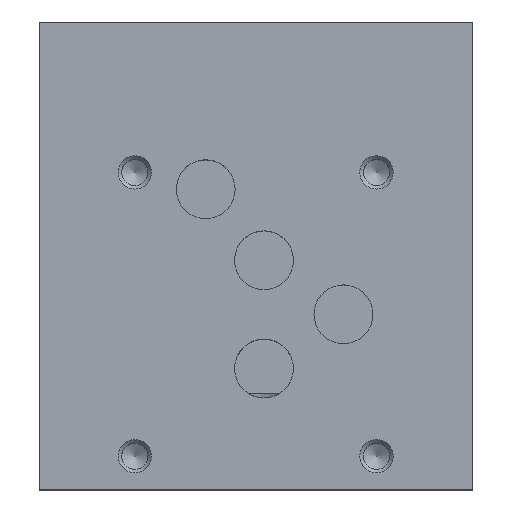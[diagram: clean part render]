
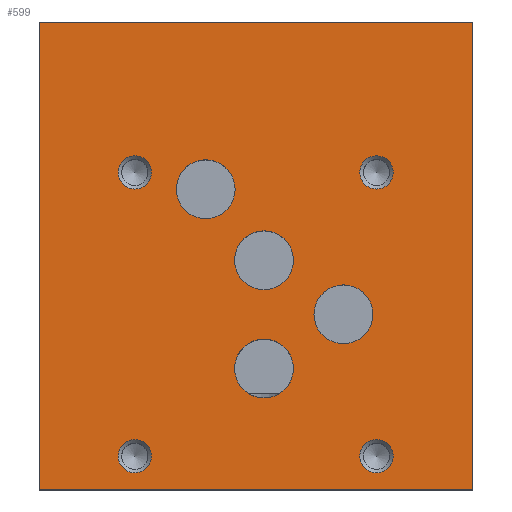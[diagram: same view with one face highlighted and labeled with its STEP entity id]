
A CAD part, top view. The second image highlights one B-rep face of the part: STEP entity #599.
In plain terms, the highlighted planar face has unit normal (0, 0, 1).
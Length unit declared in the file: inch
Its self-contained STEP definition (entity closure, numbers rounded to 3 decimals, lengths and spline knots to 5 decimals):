
#599 = ADVANCED_FACE( '', ( #1341, #1342, #1343, #1344, #1345, #1346, #1347, #1348, #1349 ), #1350, .F. );
#1341 = FACE_BOUND( '', #2184, .T. );
#1342 = FACE_BOUND( '', #2185, .T. );
#1343 = FACE_BOUND( '', #2186, .T. );
#1344 = FACE_BOUND( '', #2187, .T. );
#1345 = FACE_BOUND( '', #2188, .T. );
#1346 = FACE_BOUND( '', #2189, .T. );
#1347 = FACE_BOUND( '', #2190, .T. );
#1348 = FACE_BOUND( '', #2191, .T. );
#1349 = FACE_OUTER_BOUND( '', #2192, .T. );
#1350 = PLANE( '', #2193 );
#2184 = EDGE_LOOP( '', ( #3856 ) );
#2185 = EDGE_LOOP( '', ( #3857 ) );
#2186 = EDGE_LOOP( '', ( #3858 ) );
#2187 = EDGE_LOOP( '', ( #3859 ) );
#2188 = EDGE_LOOP( '', ( #3860 ) );
#2189 = EDGE_LOOP( '', ( #3861 ) );
#2190 = EDGE_LOOP( '', ( #3862 ) );
#2191 = EDGE_LOOP( '', ( #3863 ) );
#2192 = EDGE_LOOP( '', ( #3864, #3865, #3866, #3867 ) );
#2193 = AXIS2_PLACEMENT_3D( '', #3868, #3869, #3870 );
#3856 = ORIENTED_EDGE( '', *, *, #4842, .F. );
#3857 = ORIENTED_EDGE( '', *, *, #5219, .F. );
#3858 = ORIENTED_EDGE( '', *, *, #5143, .F. );
#3859 = ORIENTED_EDGE( '', *, *, #4822, .F. );
#3860 = ORIENTED_EDGE( '', *, *, #4957, .F. );
#3861 = ORIENTED_EDGE( '', *, *, #4570, .F. );
#3862 = ORIENTED_EDGE( '', *, *, #5122, .F. );
#3863 = ORIENTED_EDGE( '', *, *, #5220, .F. );
#3864 = ORIENTED_EDGE( '', *, *, #4888, .T. );
#3865 = ORIENTED_EDGE( '', *, *, #4781, .F. );
#3866 = ORIENTED_EDGE( '', *, *, #4929, .F. );
#3867 = ORIENTED_EDGE( '', *, *, #5193, .T. );
#3868 = CARTESIAN_POINT( '', ( 3.25, 3.5, 3.5 ) );
#3869 = DIRECTION( '', ( 0., 0., -1. ) );
#3870 = DIRECTION( '', ( -1., 0., 0. ) );
#4570 = EDGE_CURVE( '', #5387, #5387, #5388, .T. );
#4781 = EDGE_CURVE( '', #5768, #5763, #5770, .T. );
#4822 = EDGE_CURVE( '', #5836, #5836, #5837, .T. );
#4842 = EDGE_CURVE( '', #5868, #5868, #5869, .T. );
#4888 = EDGE_CURVE( '', #5941, #5763, #5944, .T. );
#4929 = EDGE_CURVE( '', #6006, #5768, #6008, .T. );
#4957 = EDGE_CURVE( '', #6046, #6046, #6047, .T. );
#5122 = EDGE_CURVE( '', #6273, #6273, #6274, .T. );
#5143 = EDGE_CURVE( '', #6298, #6298, #6299, .T. );
#5193 = EDGE_CURVE( '', #6006, #5941, #6355, .T. );
#5219 = EDGE_CURVE( '', #6387, #6387, #6388, .T. );
#5220 = EDGE_CURVE( '', #6389, #6389, #6390, .T. );
#5387 = VERTEX_POINT( '', #6582 );
#5388 = CIRCLE( '', #6583, 0.2205 );
#5763 = VERTEX_POINT( '', #7087 );
#5768 = VERTEX_POINT( '', #7094 );
#5770 = LINE( '', #7097, #7098 );
#5836 = VERTEX_POINT( '', #7189 );
#5837 = CIRCLE( '', #7190, 0.125 );
#5868 = VERTEX_POINT( '', #7230 );
#5869 = CIRCLE( '', #7231, 0.125 );
#5941 = VERTEX_POINT( '', #7326 );
#5944 = LINE( '', #7331, #7332 );
#6006 = VERTEX_POINT( '', #7416 );
#6008 = LINE( '', #7419, #7420 );
#6046 = VERTEX_POINT( '', #7470 );
#6047 = CIRCLE( '', #7471, 0.2205 );
#6273 = VERTEX_POINT( '', #7781 );
#6274 = CIRCLE( '', #7782, 0.2205 );
#6298 = VERTEX_POINT( '', #7816 );
#6299 = CIRCLE( '', #7817, 0.125 );
#6355 = LINE( '', #7890, #7891 );
#6387 = VERTEX_POINT( '', #7937 );
#6388 = CIRCLE( '', #7938, 0.125 );
#6389 = VERTEX_POINT( '', #7939 );
#6390 = CIRCLE( '', #7940, 0.2205 );
#6582 = CARTESIAN_POINT( '', ( 1.9055, 1.715, 3.5 ) );
#6583 = AXIS2_PLACEMENT_3D( '', #8130, #8131, #8132 );
#7087 = CARTESIAN_POINT( '', ( 0., 0., 3.5 ) );
#7094 = CARTESIAN_POINT( '', ( 3.25, 0., 3.5 ) );
#7097 = CARTESIAN_POINT( '', ( 3.25, 0., 3.5 ) );
#7098 = VECTOR( '', #8424, 39.37008 );
#7189 = CARTESIAN_POINT( '', ( 2.653, 2.373, 3.5 ) );
#7190 = AXIS2_PLACEMENT_3D( '', #8465, #8466, #8467 );
#7230 = CARTESIAN_POINT( '', ( 0.842, 2.373, 3.5 ) );
#7231 = AXIS2_PLACEMENT_3D( '', #8492, #8493, #8494 );
#7326 = CARTESIAN_POINT( '', ( 0., 3.5, 3.5 ) );
#7331 = CARTESIAN_POINT( '', ( 0., 3.5, 3.5 ) );
#7332 = VECTOR( '', #8553, 39.37008 );
#7416 = CARTESIAN_POINT( '', ( 3.25, 3.5, 3.5 ) );
#7419 = CARTESIAN_POINT( '', ( 3.25, 3.5, 3.5 ) );
#7420 = VECTOR( '', #8601, 39.37008 );
#7470 = CARTESIAN_POINT( '', ( 1.9055, 0.904, 3.5 ) );
#7471 = AXIS2_PLACEMENT_3D( '', #8632, #8633, #8634 );
#7781 = CARTESIAN_POINT( '', ( 1.4685, 2.247, 3.5 ) );
#7782 = AXIS2_PLACEMENT_3D( '', #8803, #8804, #8805 );
#7816 = CARTESIAN_POINT( '', ( 2.653, 0.247, 3.5 ) );
#7817 = AXIS2_PLACEMENT_3D( '', #8822, #8823, #8824 );
#7890 = CARTESIAN_POINT( '', ( 3.25, 3.5, 3.5 ) );
#7891 = VECTOR( '', #8863, 39.37008 );
#7937 = CARTESIAN_POINT( '', ( 0.842, 0.247, 3.5 ) );
#7938 = AXIS2_PLACEMENT_3D( '', #8881, #8882, #8883 );
#7939 = CARTESIAN_POINT( '', ( 2.5005, 1.31, 3.5 ) );
#7940 = AXIS2_PLACEMENT_3D( '', #8884, #8885, #8886 );
#8130 = CARTESIAN_POINT( '', ( 1.685, 1.715, 3.5 ) );
#8131 = DIRECTION( '', ( 0., 0., 1. ) );
#8132 = DIRECTION( '', ( 1., 0., 0. ) );
#8424 = DIRECTION( '', ( -1., 0., 0. ) );
#8465 = CARTESIAN_POINT( '', ( 2.528, 2.373, 3.5 ) );
#8466 = DIRECTION( '', ( 0., 0., 1. ) );
#8467 = DIRECTION( '', ( 1., 0., 0. ) );
#8492 = CARTESIAN_POINT( '', ( 0.717, 2.373, 3.5 ) );
#8493 = DIRECTION( '', ( 0., 0., 1. ) );
#8494 = DIRECTION( '', ( 1., 0., 0. ) );
#8553 = DIRECTION( '', ( 0., -1., 0. ) );
#8601 = DIRECTION( '', ( 0., -1., 0. ) );
#8632 = CARTESIAN_POINT( '', ( 1.685, 0.904, 3.5 ) );
#8633 = DIRECTION( '', ( 0., 0., 1. ) );
#8634 = DIRECTION( '', ( 1., 0., 0. ) );
#8803 = CARTESIAN_POINT( '', ( 1.248, 2.247, 3.5 ) );
#8804 = DIRECTION( '', ( 0., 0., 1. ) );
#8805 = DIRECTION( '', ( 1., 0., 0. ) );
#8822 = CARTESIAN_POINT( '', ( 2.528, 0.247, 3.5 ) );
#8823 = DIRECTION( '', ( 0., 0., 1. ) );
#8824 = DIRECTION( '', ( 1., 0., 0. ) );
#8863 = DIRECTION( '', ( -1., 0., 0. ) );
#8881 = CARTESIAN_POINT( '', ( 0.717, 0.247, 3.5 ) );
#8882 = DIRECTION( '', ( 0., 0., 1. ) );
#8883 = DIRECTION( '', ( 1., 0., 0. ) );
#8884 = CARTESIAN_POINT( '', ( 2.28, 1.31, 3.5 ) );
#8885 = DIRECTION( '', ( 0., 0., 1. ) );
#8886 = DIRECTION( '', ( 1., 0., 0. ) );
